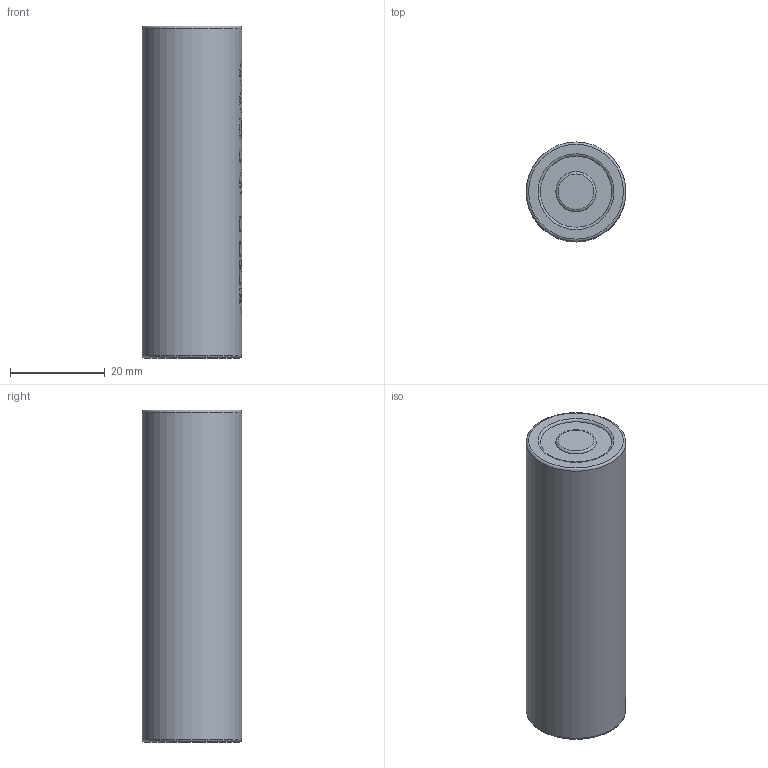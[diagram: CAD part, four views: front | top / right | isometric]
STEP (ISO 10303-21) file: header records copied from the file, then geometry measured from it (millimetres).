
FILE_DESCRIPTION(/* description */ (''),/* implementation_level */ '2;1');
FILE_NAME(/* name */ '21700_Cella v4.step',/* time_stamp */ '2020-04-14T12:06:55+02:00',/* author */ (''),/* organization */ (''),/* preprocessor_version */ 'ST-DEVELOPER v18',/* originating_system */ 'Autodesk Translation Framework v8.12.0.6',/* authorisation */ '');
FILE_SCHEMA (('AUTOMOTIVE_DESIGN { 1 0 10303 214 3 1 1 }'));
Length unit declared in the file: millimetre
Products named in the file (1): 21700_Cella
Bounding box: 21 x 21 x 70 mm (x, y, z)
Volume: 24173.5 mm3; surface area: 5304.7 mm2
Topology: 1 solids, 1 shells, 379 faces, 1062 edges, 708 vertices
Faces by surface type: bspline 285, plane 68, cylinder 22, torus 4
Full cylindrical faces by diameter (mm): 21 x1
Entity records: 16416 total; most frequent: CARTESIAN_POINT 8439, ORIENTED_EDGE 2124, EDGE_CURVE 1062, DIRECTION 796, VERTEX_POINT 708, B_SPLINE_CURVE_WITH_KNOTS 570, EDGE_LOOP 402, FACE_OUTER_BOUND 379
